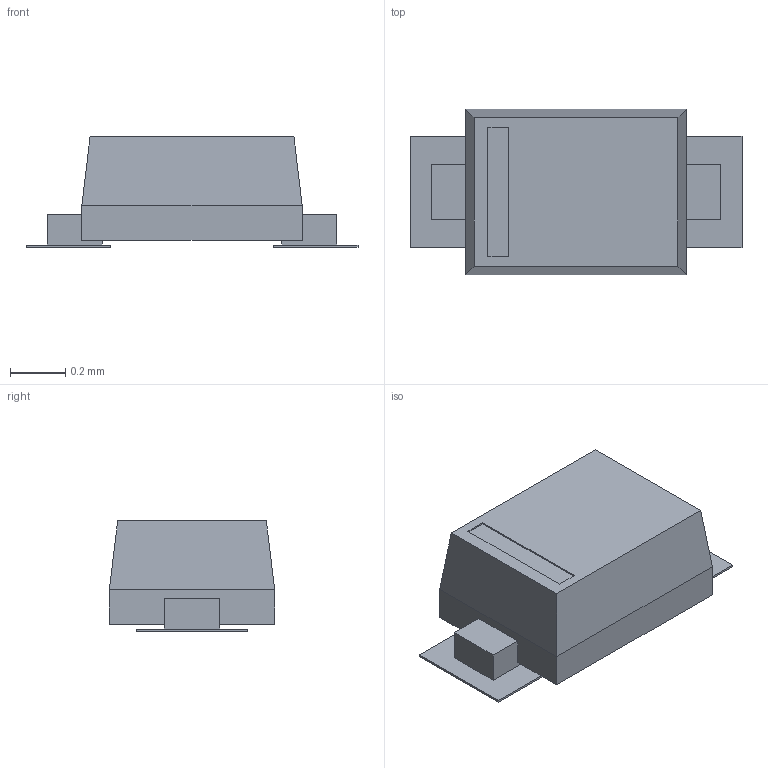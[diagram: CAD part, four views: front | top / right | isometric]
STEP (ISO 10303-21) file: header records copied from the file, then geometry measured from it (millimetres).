
FILE_DESCRIPTION (( 'STEP AP203' ), '1' );
FILE_NAME ('090-0096-000_1.step_Default_sldprt.STEP', '2020-11-13T20:11:10', ( '' ), ( '' ), 'SwSTEP 2.0', 'SolidWorks 2019', '' );
FILE_SCHEMA (( 'CONFIG_CONTROL_DESIGN' ));
Length unit declared in the file: inch
Products named in the file (1): 090-0096-000_1.step_Default_sldprt
Bounding box: 1.21 x 0.6 x 0.4 mm (x, y, z)
Volume: 0.2 mm3; surface area: 2.4 mm2
Topology: 1 solids, 1 shells, 37 faces, 92 edges, 60 vertices
Faces by surface type: plane 37
Entity records: 1153 total; most frequent: CARTESIAN_POINT 190, ORIENTED_EDGE 184, DIRECTION 168, VECTOR 92, EDGE_CURVE 92, LINE 92, VERTEX_POINT 60, EDGE_LOOP 40
